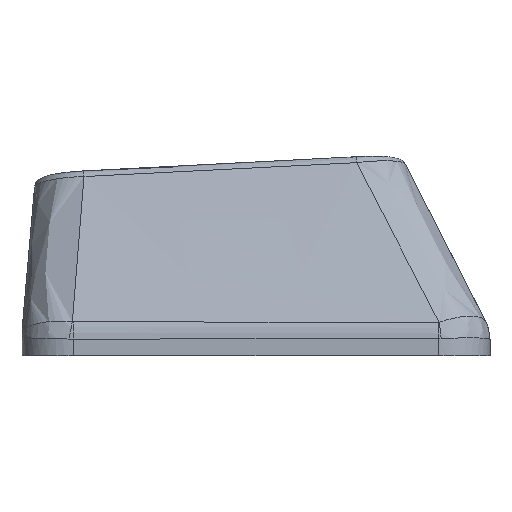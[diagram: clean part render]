
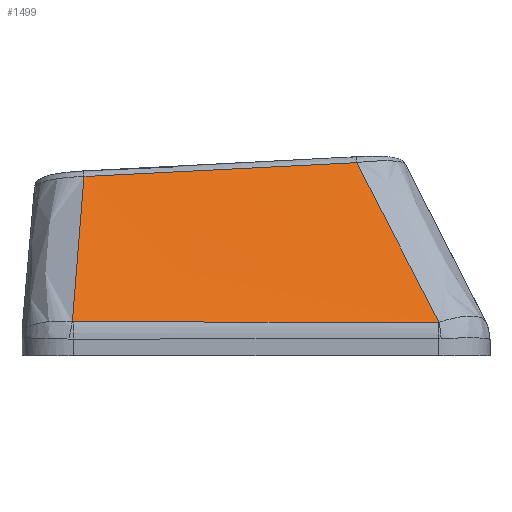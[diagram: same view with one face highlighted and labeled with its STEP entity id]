
A CAD part, left-side view. The second image highlights one B-rep face of the part: STEP entity #1499.
In plain terms, the highlighted free-form (B-spline) face has degree [3, 3] with [4, 4] control points.
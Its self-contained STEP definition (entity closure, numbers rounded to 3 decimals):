
#51=B_SPLINE_SURFACE_WITH_KNOTS('',3,3,((#3568,#3569,#3570,#3571),(#3572,
#3573,#3574,#3575),(#3576,#3577,#3578,#3579),(#3580,#3581,#3582,#3583)),
 .UNSPECIFIED.,.F.,.F.,.F.,(4,4),(4,4),(0.107,0.899),
(0.039,0.956),.UNSPECIFIED.);
#210=FACE_OUTER_BOUND('',#303,.T.);
#303=EDGE_LOOP('',(#1281,#1282,#1283,#1284,#1285,#1286));
#540=B_SPLINE_CURVE_WITH_KNOTS('',3,(#3178,#3179,#3180,#3181),
 .UNSPECIFIED.,.F.,.F.,(4,4),(0.,0.003),
 .UNSPECIFIED.);
#541=B_SPLINE_CURVE_WITH_KNOTS('',3,(#3199,#3200,#3201,#3202),
 .UNSPECIFIED.,.F.,.F.,(4,4),(-1.416,0.),.UNSPECIFIED.);
#544=B_SPLINE_CURVE_WITH_KNOTS('',3,(#3232,#3233,#3234,#3235),
 .UNSPECIFIED.,.F.,.F.,(4,4),(0.,0.004),
 .UNSPECIFIED.);
#561=B_SPLINE_CURVE_WITH_KNOTS('',3,(#3554,#3555,#3556,#3557),
 .UNSPECIFIED.,.F.,.F.,(4,4),(-0.661,-0.029),
 .UNSPECIFIED.);
#564=B_SPLINE_CURVE_WITH_KNOTS('',3,(#3585,#3586,#3587,#3588),
 .UNSPECIFIED.,.F.,.F.,(4,4),(0.032,0.785),
 .UNSPECIFIED.);
#565=B_SPLINE_CURVE_WITH_KNOTS('',3,(#3589,#3590,#3591,#3592),
 .UNSPECIFIED.,.F.,.F.,(4,4),(0.,1.059),.UNSPECIFIED.);
#684=VERTEX_POINT('',#3140);
#686=VERTEX_POINT('',#3171);
#688=VERTEX_POINT('',#3198);
#690=VERTEX_POINT('',#3225);
#708=VERTEX_POINT('',#3553);
#710=VERTEX_POINT('',#3584);
#883=EDGE_CURVE('',#684,#686,#540,.T.);
#884=EDGE_CURVE('',#686,#688,#541,.T.);
#889=EDGE_CURVE('',#688,#690,#544,.T.);
#916=EDGE_CURVE('',#690,#708,#561,.T.);
#919=EDGE_CURVE('',#710,#684,#564,.T.);
#920=EDGE_CURVE('',#708,#710,#565,.T.);
#1281=ORIENTED_EDGE('',*,*,#889,.F.);
#1282=ORIENTED_EDGE('',*,*,#884,.F.);
#1283=ORIENTED_EDGE('',*,*,#883,.F.);
#1284=ORIENTED_EDGE('',*,*,#919,.F.);
#1285=ORIENTED_EDGE('',*,*,#920,.F.);
#1286=ORIENTED_EDGE('',*,*,#916,.F.);
#1499=ADVANCED_FACE('',(#210),#51,.F.);
#3140=CARTESIAN_POINT('',(-16.087,-7.107,0.299));
#3171=CARTESIAN_POINT('',(-16.088,-7.079,0.298));
#3178=CARTESIAN_POINT('Ctrl Pts',(-16.087,-7.107,0.299));
#3179=CARTESIAN_POINT('Ctrl Pts',(-16.087,-7.098,0.298));
#3180=CARTESIAN_POINT('Ctrl Pts',(-16.088,-7.088,0.298));
#3181=CARTESIAN_POINT('Ctrl Pts',(-16.088,-7.079,0.298));
#3198=CARTESIAN_POINT('',(-16.065,7.082,0.318));
#3199=CARTESIAN_POINT('Ctrl Pts',(-16.088,-7.079,0.298));
#3200=CARTESIAN_POINT('Ctrl Pts',(-16.081,-2.359,0.304));
#3201=CARTESIAN_POINT('Ctrl Pts',(-16.073,2.361,0.311));
#3202=CARTESIAN_POINT('Ctrl Pts',(-16.065,7.082,0.318));
#3225=CARTESIAN_POINT('',(-16.063,7.125,0.322));
#3232=CARTESIAN_POINT('Ctrl Pts',(-16.065,7.082,0.318));
#3233=CARTESIAN_POINT('Ctrl Pts',(-16.065,7.096,0.318));
#3234=CARTESIAN_POINT('Ctrl Pts',(-16.064,7.111,0.319));
#3235=CARTESIAN_POINT('Ctrl Pts',(-16.063,7.125,0.322));
#3553=CARTESIAN_POINT('',(-13.24,6.675,5.956));
#3554=CARTESIAN_POINT('Ctrl Pts',(-16.063,7.125,0.322));
#3555=CARTESIAN_POINT('Ctrl Pts',(-15.119,6.972,2.199));
#3556=CARTESIAN_POINT('Ctrl Pts',(-14.178,6.821,4.077));
#3557=CARTESIAN_POINT('Ctrl Pts',(-13.24,6.675,5.956));
#3568=CARTESIAN_POINT('Ctrl Pts',(-13.234,7.033,5.949));
#3569=CARTESIAN_POINT('Ctrl Pts',(-14.185,7.064,4.057));
#3570=CARTESIAN_POINT('Ctrl Pts',(-15.136,7.095,2.164));
#3571=CARTESIAN_POINT('Ctrl Pts',(-16.088,7.126,0.272));
#3572=CARTESIAN_POINT('Ctrl Pts',(-13.234,3.263,6.137));
#3573=CARTESIAN_POINT('Ctrl Pts',(-14.185,2.969,4.185));
#3574=CARTESIAN_POINT('Ctrl Pts',(-15.136,2.675,2.233));
#3575=CARTESIAN_POINT('Ctrl Pts',(-16.088,2.382,0.28));
#3576=CARTESIAN_POINT('Ctrl Pts',(-13.234,-0.506,
6.324));
#3577=CARTESIAN_POINT('Ctrl Pts',(-14.185,-1.125,4.313));
#3578=CARTESIAN_POINT('Ctrl Pts',(-15.136,-1.744,2.301));
#3579=CARTESIAN_POINT('Ctrl Pts',(-16.088,-2.363,0.289));
#3580=CARTESIAN_POINT('Ctrl Pts',(-13.234,-4.275,6.512));
#3581=CARTESIAN_POINT('Ctrl Pts',(-14.185,-5.219,4.441));
#3582=CARTESIAN_POINT('Ctrl Pts',(-15.136,-6.163,2.369));
#3583=CARTESIAN_POINT('Ctrl Pts',(-16.088,-7.107,0.298));
#3584=CARTESIAN_POINT('',(-13.234,-3.9,6.494));
#3585=CARTESIAN_POINT('Ctrl Pts',(-13.234,-3.9,6.494));
#3586=CARTESIAN_POINT('Ctrl Pts',(-14.188,-4.972,4.431));
#3587=CARTESIAN_POINT('Ctrl Pts',(-15.138,-6.04,2.366));
#3588=CARTESIAN_POINT('Ctrl Pts',(-16.087,-7.107,0.299));
#3589=CARTESIAN_POINT('Ctrl Pts',(-13.24,6.675,5.956));
#3590=CARTESIAN_POINT('Ctrl Pts',(-13.238,3.15,6.135));
#3591=CARTESIAN_POINT('Ctrl Pts',(-13.236,-0.375,6.314));
#3592=CARTESIAN_POINT('Ctrl Pts',(-13.234,-3.9,6.494));
